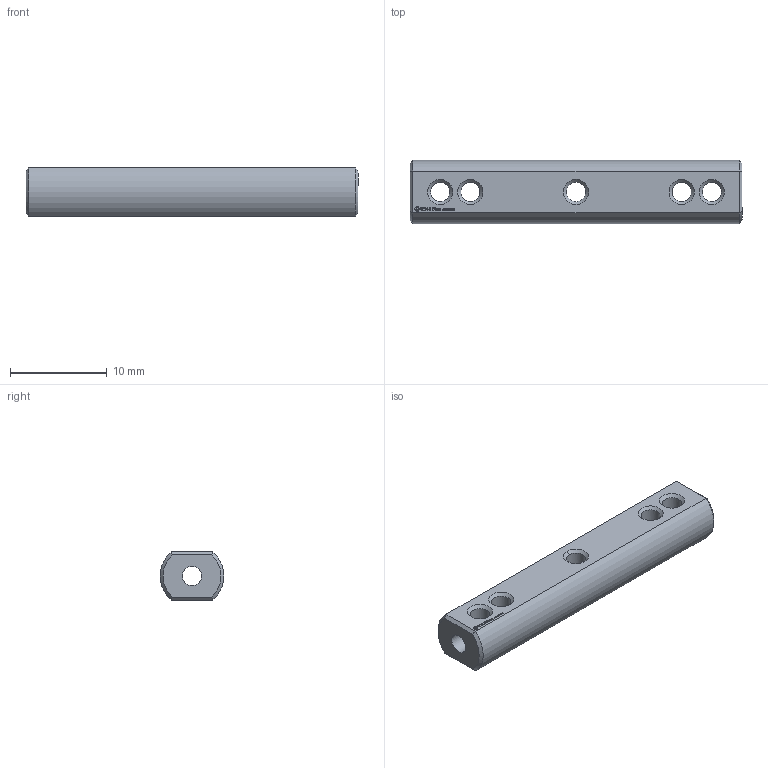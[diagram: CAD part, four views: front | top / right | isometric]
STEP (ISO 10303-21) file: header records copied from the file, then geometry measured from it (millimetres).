
FILE_DESCRIPTION(('FreeCAD Model'),'2;1');
FILE_NAME('Open CASCADE Shape Model','2024-02-04T22:09:39',(''),(''), 'Open CASCADE STEP processor 7.6','FreeCAD','Unknown');
FILE_SCHEMA(('AUTOMOTIVE_DESIGN { 1 0 10303 214 1 1 1 1 }'));
Length unit declared in the file: millimetre
Products named in the file (1): Shaft PLN BU02.75 - SPN-SFT-0011 (stemfie.org)
Bounding box: 34.38 x 6.6 x 5 mm (x, y, z)
Volume: 849.1 mm3; surface area: 984.4 mm2
Topology: 1 solids, 1 shells, 482 faces, 1353 edges, 893 vertices
Faces by surface type: plane 316, extrusion 132, cylinder 18, cone 16
Full cylindrical faces by diameter (mm): 2 x16
Entity records: 34023 total; most frequent: CARTESIAN_POINT 7533, DIRECTION 4348, VECTOR 3460, LINE 3328, ORIENTED_EDGE 2706, PCURVE 2706, DEFINITIONAL_REPRESENTATION 2706, EDGE_CURVE 1353
